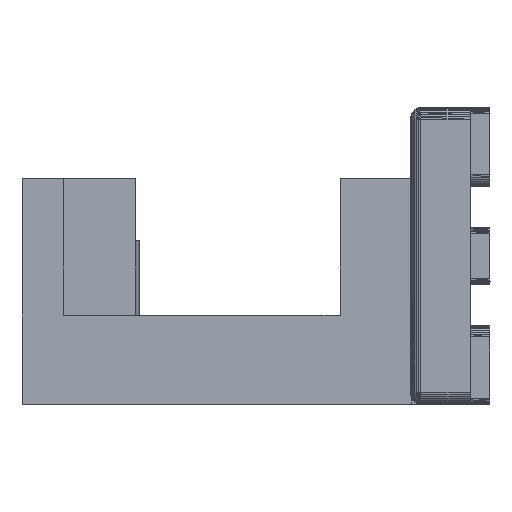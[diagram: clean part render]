
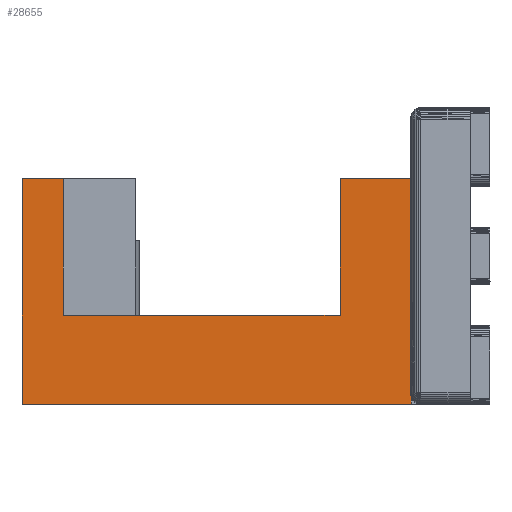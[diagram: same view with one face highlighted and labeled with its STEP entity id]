
A CAD part, left-side view. The second image highlights one B-rep face of the part: STEP entity #28655.
In plain terms, the highlighted planar face has unit normal (-1, 0, 0).
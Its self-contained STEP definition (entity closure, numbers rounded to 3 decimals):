
#2225=FACE_OUTER_BOUND('',#4417,.T.);
#4417=EDGE_LOOP('',(#24178,#24179,#24180,#24181,#24182,#24183,#24184,#24185,
#24186,#24187,#24188,#24189));
#8022=LINE('',#46137,#11684);
#8027=LINE('',#46147,#11689);
#8037=LINE('',#46166,#11699);
#8038=LINE('',#46169,#11700);
#8042=LINE('',#46176,#11704);
#8049=LINE('',#46205,#11711);
#8053=LINE('',#46214,#11715);
#8057=LINE('',#46221,#11719);
#8065=LINE('',#46236,#11727);
#8066=LINE('',#46238,#11728);
#8072=LINE('',#46250,#11734);
#8073=LINE('',#46251,#11735);
#11684=VECTOR('',#38774,10.);
#11689=VECTOR('',#38781,10.);
#11699=VECTOR('',#38799,10.);
#11700=VECTOR('',#38802,10.);
#11704=VECTOR('',#38806,10.);
#11711=VECTOR('',#38837,10.);
#11715=VECTOR('',#38843,10.);
#11719=VECTOR('',#38849,10.);
#11727=VECTOR('',#38859,10.);
#11728=VECTOR('',#38862,10.);
#11734=VECTOR('',#38870,10.);
#11735=VECTOR('',#38871,10.);
#13205=VERTEX_POINT('',#46133);
#13207=VERTEX_POINT('',#46136);
#13211=VERTEX_POINT('',#46146);
#13216=VERTEX_POINT('',#46164);
#13217=VERTEX_POINT('',#46168);
#13220=VERTEX_POINT('',#46174);
#13229=VERTEX_POINT('',#46203);
#13230=VERTEX_POINT('',#46204);
#13233=VERTEX_POINT('',#46212);
#13234=VERTEX_POINT('',#46213);
#13242=VERTEX_POINT('',#46234);
#13247=VERTEX_POINT('',#46249);
#16847=EDGE_CURVE('',#13207,#13205,#8022,.T.);
#16852=EDGE_CURVE('',#13211,#13207,#8027,.T.);
#16862=EDGE_CURVE('',#13216,#13211,#8037,.T.);
#16863=EDGE_CURVE('',#13217,#13216,#8038,.T.);
#16867=EDGE_CURVE('',#13205,#13220,#8042,.T.);
#16880=EDGE_CURVE('',#13229,#13230,#8049,.T.);
#16884=EDGE_CURVE('',#13233,#13234,#8053,.T.);
#16888=EDGE_CURVE('',#13234,#13229,#8057,.T.);
#16896=EDGE_CURVE('',#13242,#13230,#8065,.T.);
#16897=EDGE_CURVE('',#13233,#13220,#8066,.T.);
#16903=EDGE_CURVE('',#13247,#13242,#8072,.T.);
#16904=EDGE_CURVE('',#13217,#13247,#8073,.T.);
#24178=ORIENTED_EDGE('',*,*,#16847,.T.);
#24179=ORIENTED_EDGE('',*,*,#16867,.T.);
#24180=ORIENTED_EDGE('',*,*,#16897,.F.);
#24181=ORIENTED_EDGE('',*,*,#16884,.T.);
#24182=ORIENTED_EDGE('',*,*,#16888,.T.);
#24183=ORIENTED_EDGE('',*,*,#16880,.T.);
#24184=ORIENTED_EDGE('',*,*,#16896,.F.);
#24185=ORIENTED_EDGE('',*,*,#16903,.F.);
#24186=ORIENTED_EDGE('',*,*,#16904,.F.);
#24187=ORIENTED_EDGE('',*,*,#16863,.T.);
#24188=ORIENTED_EDGE('',*,*,#16862,.T.);
#24189=ORIENTED_EDGE('',*,*,#16852,.T.);
#26473=PLANE('',#30868);
#28655=ADVANCED_FACE('',(#2225),#26473,.T.);
#30868=AXIS2_PLACEMENT_3D('',#46248,#38868,#38869);
#38774=DIRECTION('',(0.,-1.,0.));
#38781=DIRECTION('',(0.,0.,1.));
#38799=DIRECTION('',(0.,1.,0.));
#38802=DIRECTION('',(0.,0.,1.));
#38806=DIRECTION('',(0.,0.,1.));
#38837=DIRECTION('',(0.,0.,1.));
#38843=DIRECTION('',(0.,0.,-1.));
#38849=DIRECTION('',(0.,1.,0.));
#38859=DIRECTION('',(0.,-1.,0.));
#38862=DIRECTION('',(0.,-1.,0.));
#38868=DIRECTION('center_axis',(-1.,0.,0.));
#38869=DIRECTION('ref_axis',(0.,-1.,0.));
#38870=DIRECTION('',(0.,0.,1.));
#38871=DIRECTION('',(0.,1.,0.));
#46133=CARTESIAN_POINT('',(-11.325,-11.325,0.618));
#46136=CARTESIAN_POINT('',(-11.325,-8.345,0.618));
#46137=CARTESIAN_POINT('',(-11.325,0.744,0.618));
#46146=CARTESIAN_POINT('',(-11.325,-8.345,0.018));
#46147=CARTESIAN_POINT('',(-11.325,-8.345,0.018));
#46164=CARTESIAN_POINT('',(-11.325,-11.325,0.018));
#46166=CARTESIAN_POINT('',(-11.325,0.744,0.018));
#46168=CARTESIAN_POINT('',(-11.325,-11.325,0.018));
#46169=CARTESIAN_POINT('',(-11.325,-11.325,0.018));
#46174=CARTESIAN_POINT('',(-11.325,-11.325,11.418));
#46176=CARTESIAN_POINT('',(-11.325,-11.325,0.018));
#46203=CARTESIAN_POINT('',(-11.325,9.25,4.518));
#46204=CARTESIAN_POINT('',(-11.325,9.25,11.418));
#46205=CARTESIAN_POINT('',(-11.325,9.25,5.718));
#46212=CARTESIAN_POINT('',(-11.325,-4.75,11.418));
#46213=CARTESIAN_POINT('',(-11.325,-4.75,4.518));
#46214=CARTESIAN_POINT('',(-11.325,-4.75,2.268));
#46221=CARTESIAN_POINT('',(-11.325,10.288,4.518));
#46234=CARTESIAN_POINT('',(-11.325,11.325,11.418));
#46236=CARTESIAN_POINT('',(-11.325,-11.325,11.418));
#46238=CARTESIAN_POINT('',(-11.325,-11.325,11.418));
#46248=CARTESIAN_POINT('Origin',(-11.325,11.325,0.018));
#46249=CARTESIAN_POINT('',(-11.325,11.325,0.018));
#46250=CARTESIAN_POINT('',(-11.325,11.325,0.018));
#46251=CARTESIAN_POINT('',(-11.325,-11.325,0.018));
